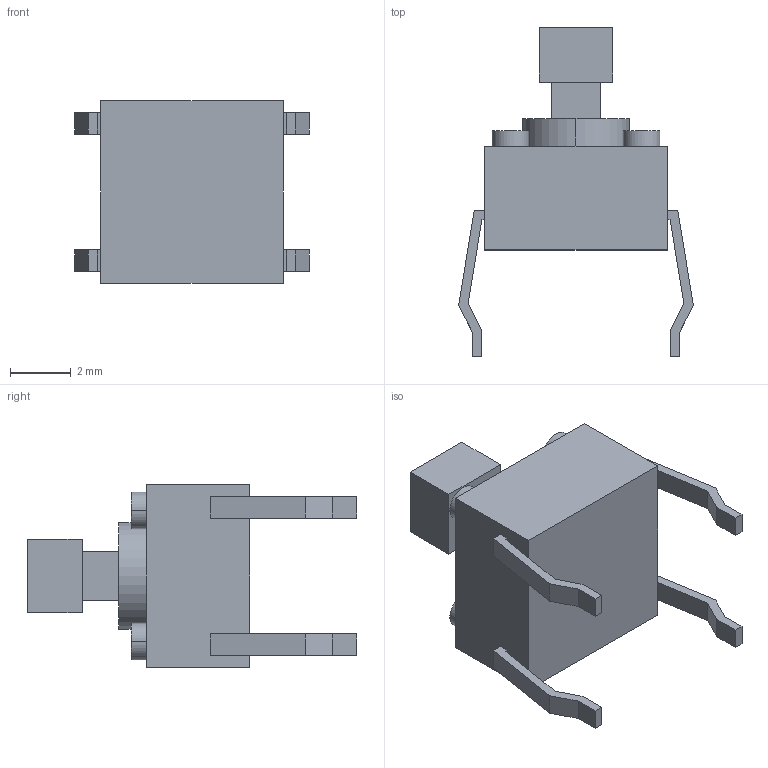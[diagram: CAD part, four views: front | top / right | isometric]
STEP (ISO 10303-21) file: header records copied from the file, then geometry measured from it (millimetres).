
FILE_DESCRIPTION(('FreeCAD Model'),'2;1');
FILE_NAME('B3F_1055.stp' ,'2021-02-11T17:24:27',('Author'),(''), 'Open CASCADE STEP processor 7.3','FreeCAD','Unknown');
FILE_SCHEMA(('AUTOMOTIVE_DESIGN { 1 0 10303 214 1 1 1 1 }'));
Length unit declared in the file: millimetre
Products named in the file (3): B3F_1055; B3F_1055_BUTTON; B3F_1055_BASE
Assembly tree (2 placements, depth 2):
  B3F_1055
    B3F_1055_BUTTON
    B3F_1055_BASE
Bounding box: 7.7 x 10.8 x 6 mm (x, y, z)
Volume: 139.5 mm3; surface area: 281.7 mm2
Topology: 2 solids, 2 shells, 82 faces, 198 edges, 132 vertices
Faces by surface type: plane 68, cylinder 14
Entity records: 5039 total; most frequent: CARTESIAN_POINT 871, DIRECTION 782, LINE 538, VECTOR 538, ORIENTED_EDGE 396, PCURVE 396, DEFINITIONAL_REPRESENTATION 396, EDGE_CURVE 198
